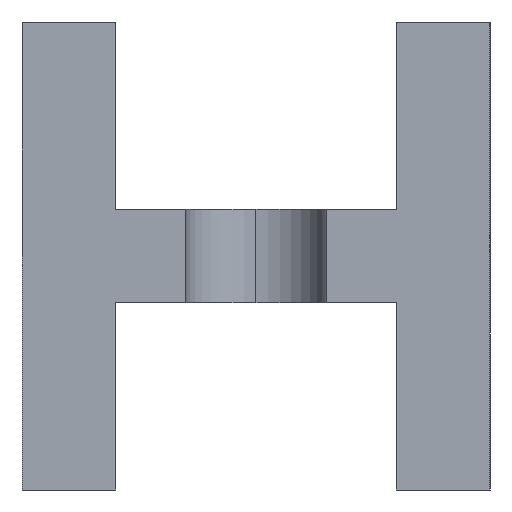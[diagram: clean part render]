
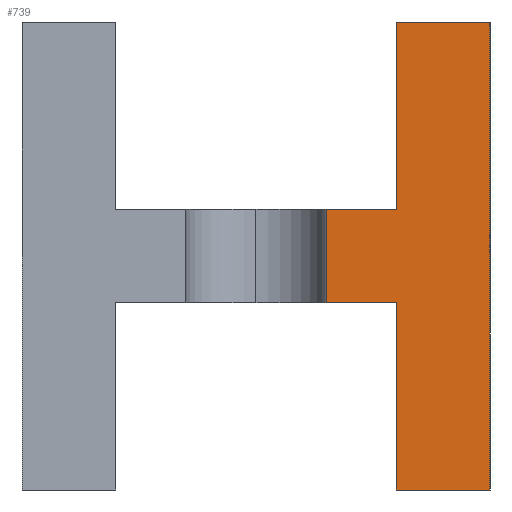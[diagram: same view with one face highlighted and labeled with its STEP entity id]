
A CAD part, left-side view. The second image highlights one B-rep face of the part: STEP entity #739.
In plain terms, the highlighted planar face has unit normal (-1, 0, 0).
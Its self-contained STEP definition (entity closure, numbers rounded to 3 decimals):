
#14 = ORIENTED_EDGE ( 'NONE', *, *, #241, .F. ) ;
#175 = ORIENTED_EDGE ( 'NONE', *, *, #580, .F. ) ;
#192 = VERTEX_POINT ( 'NONE', #659 ) ;
#229 = CARTESIAN_POINT ( 'NONE',  ( 0., 2., 10. ) ) ;
#241 = EDGE_CURVE ( 'NONE', #279, #996, #732, .T. ) ;
#246 = EDGE_CURVE ( 'NONE', #556, #1178, #1772, .T. ) ;
#259 = CARTESIAN_POINT ( 'NONE',  ( 0., 0., 0. ) ) ;
#279 = VERTEX_POINT ( 'NONE', #304 ) ;
#304 = CARTESIAN_POINT ( 'NONE',  ( 0., 3.5, 6. ) ) ;
#354 = ORIENTED_EDGE ( 'NONE', *, *, #896, .F. ) ;
#375 = CARTESIAN_POINT ( 'NONE',  ( 0., 2., 4. ) ) ;
#412 = LINE ( 'NONE', #1354, #419 ) ;
#419 = VECTOR ( 'NONE', #658, 1000. ) ;
#473 = ORIENTED_EDGE ( 'NONE', *, *, #1179, .F. ) ;
#516 = CARTESIAN_POINT ( 'NONE',  ( 0., 0., 10. ) ) ;
#525 = CARTESIAN_POINT ( 'NONE',  ( 0., 2., 6. ) ) ;
#530 = DIRECTION ( 'NONE',  ( 0., -1., 0. ) ) ;
#556 = VERTEX_POINT ( 'NONE', #1246 ) ;
#574 = CARTESIAN_POINT ( 'NONE',  ( 0., 2., 0. ) ) ;
#577 = VECTOR ( 'NONE', #1364, 1000. ) ;
#580 = EDGE_CURVE ( 'NONE', #1178, #1575, #981, .T. ) ;
#603 = EDGE_CURVE ( 'NONE', #192, #1359, #1040, .T. ) ;
#644 = EDGE_CURVE ( 'NONE', #1575, #279, #412, .T. ) ;
#658 = DIRECTION ( 'NONE',  ( 0., 0., 1. ) ) ;
#659 = CARTESIAN_POINT ( 'NONE',  ( 0., 2., 10. ) ) ;
#679 = CARTESIAN_POINT ( 'NONE',  ( 0., 0., 0. ) ) ;
#691 = ORIENTED_EDGE ( 'NONE', *, *, #603, .F. ) ;
#704 = ORIENTED_EDGE ( 'NONE', *, *, #246, .F. ) ;
#707 = ORIENTED_EDGE ( 'NONE', *, *, #1745, .F. ) ;
#732 = LINE ( 'NONE', #525, #1129 ) ;
#739 = ADVANCED_FACE ( 'NONE', ( #1584 ), #1694, .T. ) ;
#786 = AXIS2_PLACEMENT_3D ( 'NONE', #679, #1024, #1238 ) ;
#811 = CARTESIAN_POINT ( 'NONE',  ( 0., 2., 4. ) ) ;
#829 = DIRECTION ( 'NONE',  ( 0., -1., 0. ) ) ;
#866 = LINE ( 'NONE', #259, #1343 ) ;
#869 = DIRECTION ( 'NONE',  ( 0., 1., 0. ) ) ;
#893 = DIRECTION ( 'NONE',  ( 0., 0., 1. ) ) ;
#896 = EDGE_CURVE ( 'NONE', #996, #192, #1719, .T. ) ;
#958 = VECTOR ( 'NONE', #893, 1000. ) ;
#981 = LINE ( 'NONE', #1507, #1366 ) ;
#989 = CARTESIAN_POINT ( 'NONE',  ( 0., 2., 6. ) ) ;
#996 = VERTEX_POINT ( 'NONE', #989 ) ;
#1024 = DIRECTION ( 'NONE',  ( -1., 0., 0. ) ) ;
#1040 = LINE ( 'NONE', #1341, #1154 ) ;
#1118 = VERTEX_POINT ( 'NONE', #1254 ) ;
#1129 = VECTOR ( 'NONE', #829, 1000. ) ;
#1154 = VECTOR ( 'NONE', #530, 1000. ) ;
#1178 = VERTEX_POINT ( 'NONE', #375 ) ;
#1179 = EDGE_CURVE ( 'NONE', #1118, #556, #1540, .T. ) ;
#1238 = DIRECTION ( 'NONE',  ( 0., 0., 1. ) ) ;
#1246 = CARTESIAN_POINT ( 'NONE',  ( 0., 2., 0. ) ) ;
#1254 = CARTESIAN_POINT ( 'NONE',  ( 0., 0., 0. ) ) ;
#1291 = DIRECTION ( 'NONE',  ( 0., 1., 0. ) ) ;
#1341 = CARTESIAN_POINT ( 'NONE',  ( 0., 0., 10. ) ) ;
#1343 = VECTOR ( 'NONE', #1482, 1000. ) ;
#1354 = CARTESIAN_POINT ( 'NONE',  ( 0., 3.5, 4. ) ) ;
#1359 = VERTEX_POINT ( 'NONE', #516 ) ;
#1364 = DIRECTION ( 'NONE',  ( 0., 0., 1. ) ) ;
#1366 = VECTOR ( 'NONE', #1291, 1000. ) ;
#1482 = DIRECTION ( 'NONE',  ( 0., 0., -1. ) ) ;
#1493 = VECTOR ( 'NONE', #869, 1000. ) ;
#1507 = CARTESIAN_POINT ( 'NONE',  ( 0., 8., 4. ) ) ;
#1540 = LINE ( 'NONE', #574, #1493 ) ;
#1575 = VERTEX_POINT ( 'NONE', #1759 ) ;
#1584 = FACE_OUTER_BOUND ( 'NONE', #1692, .T. ) ;
#1692 = EDGE_LOOP ( 'NONE', ( #1872, #175, #704, #473, #707, #691, #354, #14 ) ) ;
#1694 = PLANE ( 'NONE',  #786 ) ;
#1719 = LINE ( 'NONE', #229, #958 ) ;
#1745 = EDGE_CURVE ( 'NONE', #1359, #1118, #866, .T. ) ;
#1759 = CARTESIAN_POINT ( 'NONE',  ( 0., 3.5, 4. ) ) ;
#1772 = LINE ( 'NONE', #811, #577 ) ;
#1872 = ORIENTED_EDGE ( 'NONE', *, *, #644, .F. ) ;
